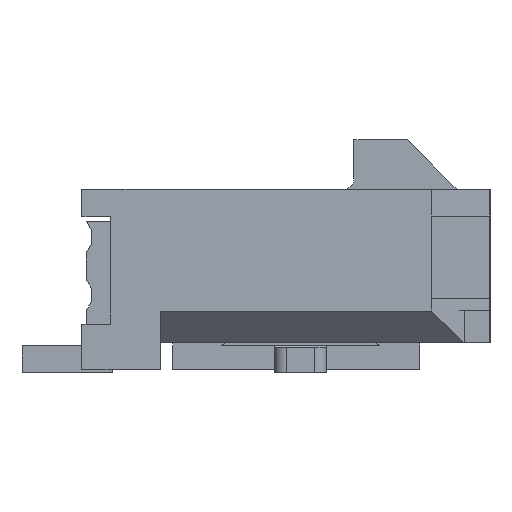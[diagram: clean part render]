
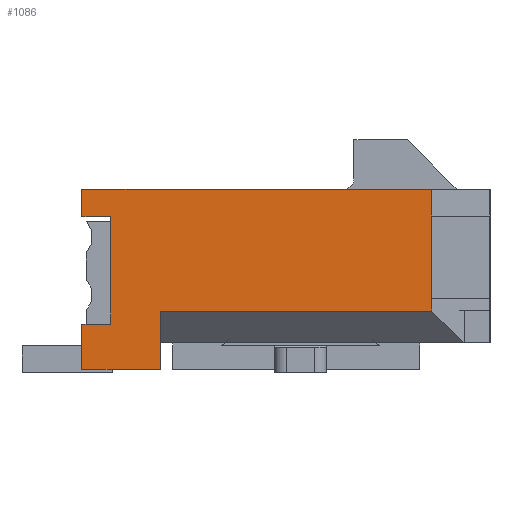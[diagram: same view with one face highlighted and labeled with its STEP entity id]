
A CAD part, left-side view. The second image highlights one B-rep face of the part: STEP entity #1086.
In plain terms, the highlighted planar face has unit normal (-1, 0, 0).
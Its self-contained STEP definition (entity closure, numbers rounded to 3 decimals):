
#1086 = ADVANCED_FACE( '', ( #2142 ), #2143, .T. );
#2142 = FACE_OUTER_BOUND( '', #3212, .T. );
#2143 = PLANE( '', #3213 );
#3212 = EDGE_LOOP( '', ( #6152, #6153, #6154, #6155, #6156, #6157, #6158, #6159, #6160, #6161, #6162, #6163 ) );
#3213 = AXIS2_PLACEMENT_3D( '', #6164, #6165, #6166 );
#6152 = ORIENTED_EDGE( '', *, *, #7949, .T. );
#6153 = ORIENTED_EDGE( '', *, *, #7664, .T. );
#6154 = ORIENTED_EDGE( '', *, *, #7800, .T. );
#6155 = ORIENTED_EDGE( '', *, *, #7148, .T. );
#6156 = ORIENTED_EDGE( '', *, *, #7541, .F. );
#6157 = ORIENTED_EDGE( '', *, *, #7926, .T. );
#6158 = ORIENTED_EDGE( '', *, *, #7950, .F. );
#6159 = ORIENTED_EDGE( '', *, *, #7951, .F. );
#6160 = ORIENTED_EDGE( '', *, *, #7690, .F. );
#6161 = ORIENTED_EDGE( '', *, *, #7127, .T. );
#6162 = ORIENTED_EDGE( '', *, *, #7896, .T. );
#6163 = ORIENTED_EDGE( '', *, *, #7429, .T. );
#6164 = CARTESIAN_POINT( '', ( -15.325, 0., 0. ) );
#6165 = DIRECTION( '', ( -1., 0., 0. ) );
#6166 = DIRECTION( '', ( 0., 0., 1. ) );
#7127 = EDGE_CURVE( '', #8757, #8755, #8758, .T. );
#7148 = EDGE_CURVE( '', #8794, #8792, #8795, .T. );
#7429 = EDGE_CURVE( '', #9220, #9225, #9227, .T. );
#7541 = EDGE_CURVE( '', #9388, #8792, #9390, .T. );
#7664 = EDGE_CURVE( '', #9553, #9555, #9557, .T. );
#7690 = EDGE_CURVE( '', #8757, #9589, #9590, .T. );
#7800 = EDGE_CURVE( '', #9555, #8794, #9726, .T. );
#7896 = EDGE_CURVE( '', #8755, #9220, #9839, .T. );
#7926 = EDGE_CURVE( '', #9388, #9869, #9871, .T. );
#7949 = EDGE_CURVE( '', #9225, #9553, #9896, .T. );
#7950 = EDGE_CURVE( '', #8360, #9869, #9897, .T. );
#7951 = EDGE_CURVE( '', #9589, #8360, #9898, .T. );
#8360 = VERTEX_POINT( '', #10457 );
#8755 = VERTEX_POINT( '', #11042 );
#8757 = VERTEX_POINT( '', #11045 );
#8758 = LINE( '', #11046, #11047 );
#8792 = VERTEX_POINT( '', #11098 );
#8794 = VERTEX_POINT( '', #11101 );
#8795 = LINE( '', #11102, #11103 );
#9220 = VERTEX_POINT( '', #11741 );
#9225 = VERTEX_POINT( '', #11748 );
#9227 = LINE( '', #11751, #11752 );
#9388 = VERTEX_POINT( '', #12001 );
#9390 = LINE( '', #12004, #12005 );
#9553 = VERTEX_POINT( '', #12262 );
#9555 = VERTEX_POINT( '', #12265 );
#9557 = LINE( '', #12268, #12269 );
#9589 = VERTEX_POINT( '', #12319 );
#9590 = LINE( '', #12320, #12321 );
#9726 = LINE( '', #12527, #12528 );
#9839 = LINE( '', #12689, #12690 );
#9869 = VERTEX_POINT( '', #12734 );
#9871 = LINE( '', #12737, #12738 );
#9896 = LINE( '', #12772, #12773 );
#9897 = LINE( '', #12774, #12775 );
#9898 = LINE( '', #12776, #12777 );
#10457 = CARTESIAN_POINT( '', ( -15.325, -3.536, -0.465 ) );
#11042 = CARTESIAN_POINT( '', ( -15.325, 4.95, 2.185 ) );
#11045 = CARTESIAN_POINT( '', ( -15.325, -3.536, 2.185 ) );
#11046 = CARTESIAN_POINT( '', ( -15.325, -4.95, 2.185 ) );
#11047 = VECTOR( '', #13244, 1000. );
#11098 = CARTESIAN_POINT( '', ( -15.325, 3.05, -2.185 ) );
#11101 = CARTESIAN_POINT( '', ( -15.325, 4.95, -2.185 ) );
#11102 = CARTESIAN_POINT( '', ( -15.325, 4.95, -2.185 ) );
#11103 = VECTOR( '', #13263, 1000. );
#11741 = CARTESIAN_POINT( '', ( -15.325, 4.95, 1.515 ) );
#11748 = CARTESIAN_POINT( '', ( -15.325, 4.25, 1.515 ) );
#11751 = CARTESIAN_POINT( '', ( -15.325, 0., 1.515 ) );
#11752 = VECTOR( '', #13492, 1000. );
#12001 = CARTESIAN_POINT( '', ( -15.325, 3.05, -0.771 ) );
#12004 = CARTESIAN_POINT( '', ( -15.325, 3.05, -2.185 ) );
#12005 = VECTOR( '', #13585, 1000. );
#12262 = CARTESIAN_POINT( '', ( -15.325, 4.25, -1.085 ) );
#12265 = CARTESIAN_POINT( '', ( -15.325, 4.95, -1.085 ) );
#12268 = CARTESIAN_POINT( '', ( -15.325, 0., -1.085 ) );
#12269 = VECTOR( '', #13685, 1000. );
#12319 = CARTESIAN_POINT( '', ( -15.325, -3.536, 1.535 ) );
#12320 = CARTESIAN_POINT( '', ( -15.325, -3.536, 0. ) );
#12321 = VECTOR( '', #13704, 1000. );
#12527 = CARTESIAN_POINT( '', ( -15.325, 4.95, 2.185 ) );
#12528 = VECTOR( '', #13781, 1000. );
#12689 = CARTESIAN_POINT( '', ( -15.325, 4.95, 2.185 ) );
#12690 = VECTOR( '', #13839, 1000. );
#12734 = CARTESIAN_POINT( '', ( -15.325, -3.536, -0.771 ) );
#12737 = CARTESIAN_POINT( '', ( -15.325, 3.05, -0.771 ) );
#12738 = VECTOR( '', #13855, 1000. );
#12772 = CARTESIAN_POINT( '', ( -15.325, 4.25, 0. ) );
#12773 = VECTOR( '', #13868, 1000. );
#12774 = CARTESIAN_POINT( '', ( -15.325, -3.536, 0. ) );
#12775 = VECTOR( '', #13869, 1000. );
#12776 = CARTESIAN_POINT( '', ( -15.325, -3.536, 1.535 ) );
#12777 = VECTOR( '', #13870, 1000. );
#13244 = DIRECTION( '', ( 0., 1., 0. ) );
#13263 = DIRECTION( '', ( 0., -1., 0. ) );
#13492 = DIRECTION( '', ( 0., -1., 0. ) );
#13585 = DIRECTION( '', ( 0., 0., -1. ) );
#13685 = DIRECTION( '', ( 0., 1., 0. ) );
#13704 = DIRECTION( '', ( 0., 0., -1. ) );
#13781 = DIRECTION( '', ( 0., 0., -1. ) );
#13839 = DIRECTION( '', ( 0., 0., -1. ) );
#13855 = DIRECTION( '', ( 0., -1., 0. ) );
#13868 = DIRECTION( '', ( 0., 0., -1. ) );
#13869 = DIRECTION( '', ( 0., 0., -1. ) );
#13870 = DIRECTION( '', ( 0., 0., -1. ) );
